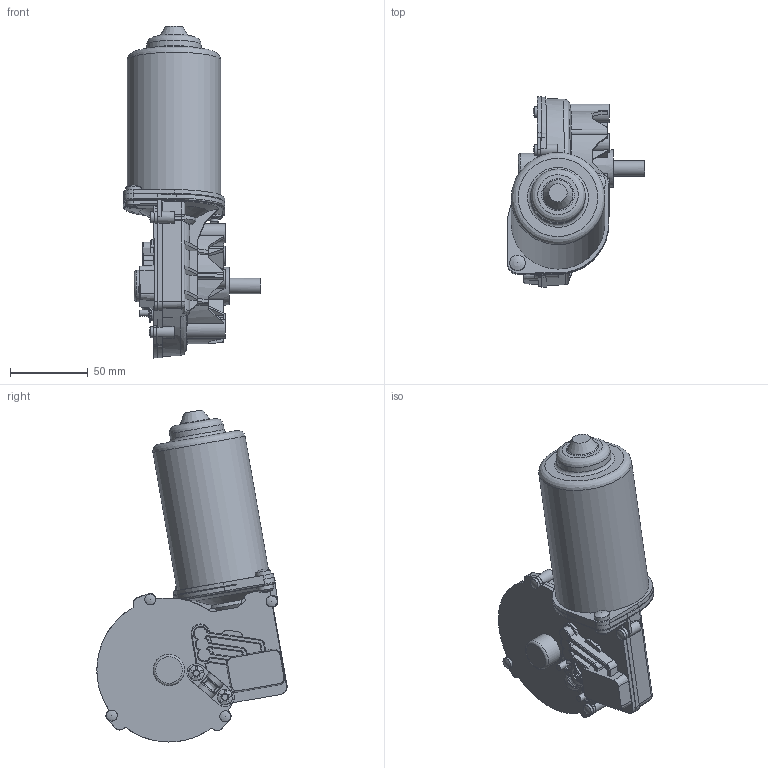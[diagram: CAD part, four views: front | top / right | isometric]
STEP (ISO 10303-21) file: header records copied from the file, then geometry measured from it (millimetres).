
FILE_DESCRIPTION(/* description */ ('Unknown'),/* implementation_level */ '2;1');
FILE_NAME(/* name */ 'Arm_3.1_motor',/* time_stamp */ '2019-04-05T14:26:58+02:00',/* author */ ('Unknown'),/* organization */ ('Unknown'),/* preprocessor_version */ 'ST-DEVELOPER v16.7',/* originating_system */ 'DEX',/* authorisation */ $);
FILE_SCHEMA (('AUTOMOTIVE_DESIGN {1 0 10303 214 3 1 1}'));
Length unit declared in the file: millimetre
Products named in the file (2): Arm_3.1_motor; 1_319
Assembly tree (1 placements, depth 2):
  Arm_3.1_motor
    1_319
Bounding box: 88 x 122.09 x 213.08 mm (x, y, z)
Volume: 546793.6 mm3; surface area: 85238.2 mm2
Topology: 1 solids, 1 shells, 732 faces, 2111 edges, 1384 vertices
Faces by surface type: plane 360, cylinder 270, bspline 57, cone 45
Full cylindrical faces by diameter (mm): 5 x8, 7 x4, 9.861 x2, 10 x1, 12 x6, 20 x1, 22 x1, 23.5 x1, 35 x1, 51 x1, 60 x1
Entity records: 32870 total; most frequent: CARTESIAN_POINT 11026, ORIENTED_EDGE 4098, DIRECTION 2448, EDGE_CURVE 2049, VERTEX_POINT 1378, B_SPLINE_CURVE_WITH_KNOTS 1144, AXIS2_PLACEMENT_3D 866, FACE_BOUND 823
